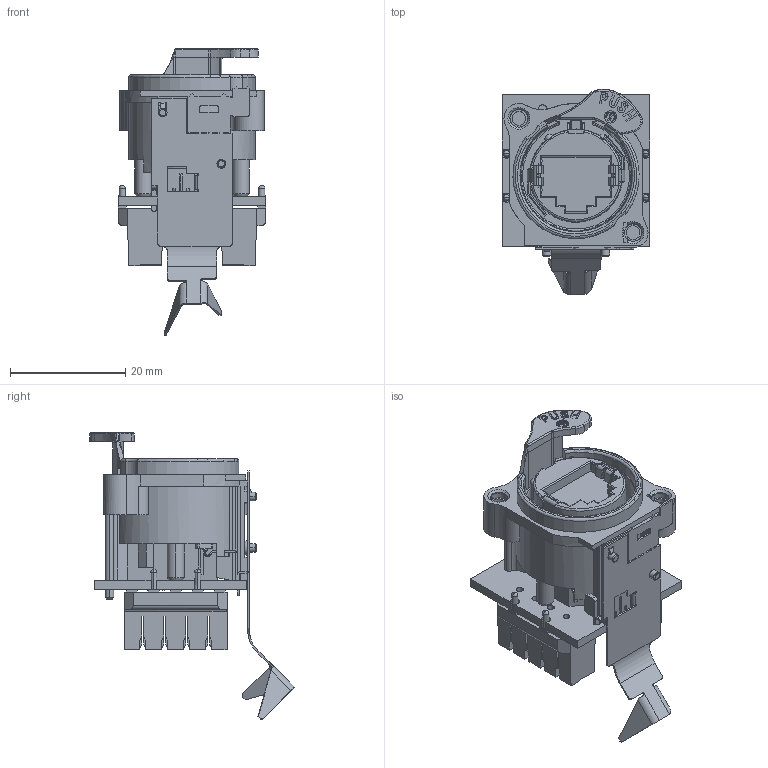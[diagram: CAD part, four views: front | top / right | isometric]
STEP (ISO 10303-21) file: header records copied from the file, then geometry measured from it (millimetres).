
FILE_DESCRIPTION((''),'2;1');
FILE_NAME('30010266','2023-02-01T16:40:41',('SYSTEM'),(''),'CREO PARAMETRIC BY PTC INC, 2021184','CREO PARAMETRIC BY PTC INC, 2021184','');
FILE_SCHEMA(('CONFIG_CONTROL_DESIGN'));
Products named in the file (1): 30010266
Bounding box: 25.61 x 35.54 x 49.77 mm (x, y, z)
Volume: 9871.4 mm3; surface area: 10802.7 mm2
Topology: 1 solids, 18 shells, 1811 faces, 5085 edges, 3234 vertices
Faces by surface type: plane 1195, cylinder 409, cone 54, extrusion 51, bspline 50, torus 45, sphere 7
Entity records: 61495 total; most frequent: CARTESIAN_POINT 14754, ORIENTED_EDGE 10164, DIRECTION 9177, EDGE_CURVE 5082, VECTOR 3625, LINE 3574, VERTEX_POINT 3234, AXIS2_PLACEMENT_3D 2776
